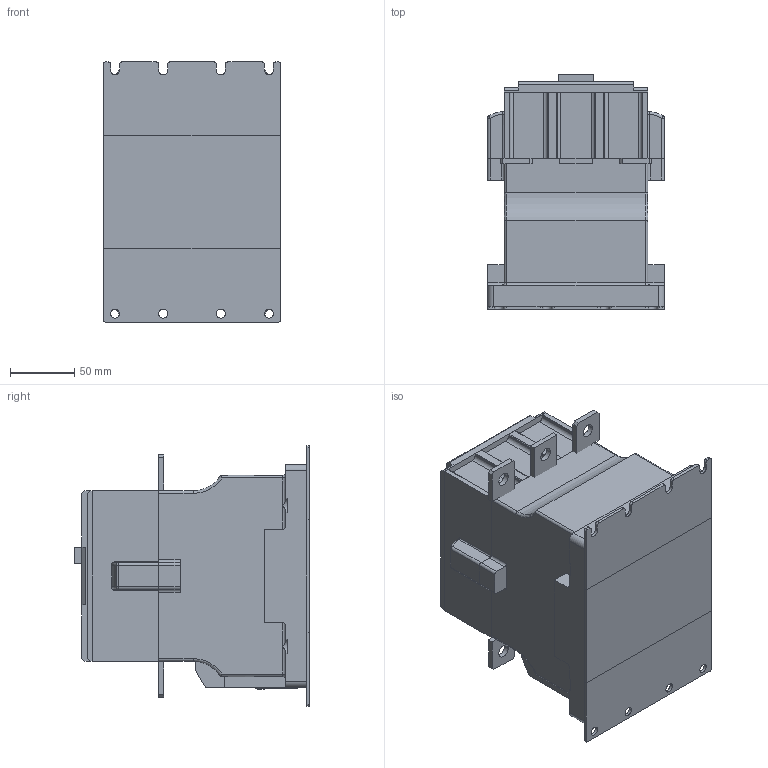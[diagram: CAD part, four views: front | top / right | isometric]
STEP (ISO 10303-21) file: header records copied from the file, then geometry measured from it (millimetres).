
FILE_DESCRIPTION((''),'2;1');
FILE_NAME('225_TOTAL_ASM','2011-07-19T',('ghchoi'),(''),'PRO/ENGINEER BY PARAMETRIC TECHNOLOGY CORPORATION, 2010180','PRO/ENGINEER BY PARAMETRIC TECHNOLOGY CORPORATION, 2010180','');
FILE_SCHEMA(('CONFIG_CONTROL_DESIGN'));
Length unit declared in the file: millimetre
Products named in the file (21): 220_FRAME; 225_TER_S; 220_TER_R; 220_ARC; 220TOPCOVER; 220_RAIL; MS2205609; MS2205619; MS2206305; MS2203701_ASM; MS2205611; MS2205027; COIL; MS1255805; MS2203601_ASM; MS2205613; MS1255029; M4SELFUP; MS2204001_ASM; MS2203501_ASM; 225_TOTAL_ASM
Assembly tree (28 placements, depth 4):
  225_TOTAL_ASM
    220_FRAME
    225_TER_S  x2
    220_TER_R  x4
    220_ARC
    220TOPCOVER
    220_RAIL
    MS2203501_ASM
      MS2203701_ASM
        MS2205609
        MS2205619
        MS2206305
      MS2203601_ASM
        MS2205611
        MS2205027  x2
        COIL
        MS1255805  x2
      MS2204001_ASM
        MS2205613
        MS1255029  x2
        M4SELFUP  x2
Bounding box: 138 x 183.4 x 203 mm (x, y, z)
Volume: 2778142.7 mm3; surface area: 528922.9 mm2
Topology: 24 solids, 26 shells, 1889 faces, 5202 edges, 3362 vertices
Faces by surface type: plane 1415, cylinder 399, sphere 28, bspline 23, torus 16, cone 8
Entity records: 53238 total; most frequent: CARTESIAN_POINT 12216, ORIENTED_EDGE 8676, DIRECTION 8183, EDGE_CURVE 4340, VECTOR 3589, LINE 3589, VERTEX_POINT 2812, AXIS2_PLACEMENT_3D 2297
